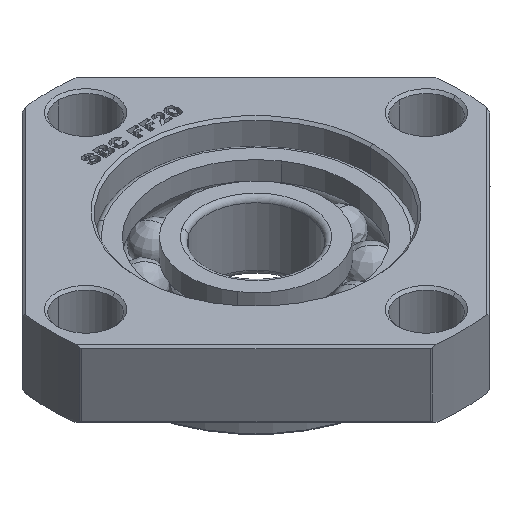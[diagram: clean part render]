
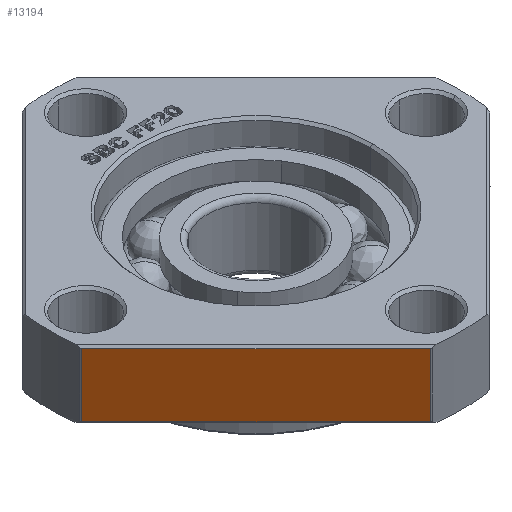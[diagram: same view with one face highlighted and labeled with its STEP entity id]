
A CAD part, isometric view. The second image highlights one B-rep face of the part: STEP entity #13194.
In plain terms, the highlighted planar face has unit normal (-0.707, -0.707, 0).
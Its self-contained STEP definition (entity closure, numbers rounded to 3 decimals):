
#425 = DIRECTION ( 'NONE',  ( -0.707, 0.707, 0. ) ) ;
#591 = DIRECTION ( 'NONE',  ( 0., 0., 1. ) ) ;
#779 = EDGE_CURVE ( 'NONE', #4943, #2553, #3375, .T. ) ;
#1135 = PLANE ( 'NONE',  #5787 ) ;
#1585 = CARTESIAN_POINT ( 'NONE',  ( -41.955, -6.129, 6.5 ) ) ;
#1900 = CARTESIAN_POINT ( 'NONE',  ( -24.042, -24.042, 6.5 ) ) ;
#2053 = CARTESIAN_POINT ( 'NONE',  ( -6.129, -41.955, 13. ) ) ;
#2553 = VERTEX_POINT ( 'NONE', #1585 ) ;
#2783 = ORIENTED_EDGE ( 'NONE', *, *, #779, .F. ) ;
#3375 = LINE ( 'NONE', #1900, #10353 ) ;
#3534 = LINE ( 'NONE', #2053, #6648 ) ;
#3694 = EDGE_CURVE ( 'NONE', #4943, #12626, #3534, .T. ) ;
#4943 = VERTEX_POINT ( 'NONE', #6063 ) ;
#5040 = FACE_OUTER_BOUND ( 'NONE', #13399, .T. ) ;
#5224 = CARTESIAN_POINT ( 'NONE',  ( -41.955, -6.129, 19.5 ) ) ;
#5232 = VECTOR ( 'NONE', #6737, 1000. ) ;
#5561 = EDGE_CURVE ( 'NONE', #7081, #12626, #11220, .T. ) ;
#5787 = AXIS2_PLACEMENT_3D ( 'NONE', #14007, #12534, #11086 ) ;
#5838 = CARTESIAN_POINT ( 'NONE',  ( -6.129, -41.955, 19.5 ) ) ;
#6063 = CARTESIAN_POINT ( 'NONE',  ( -6.129, -41.955, 6.5 ) ) ;
#6648 = VECTOR ( 'NONE', #591, 1000. ) ;
#6737 = DIRECTION ( 'NONE',  ( 0., 0., 1. ) ) ;
#6823 = DIRECTION ( 'NONE',  ( 0.707, -0.707, 0. ) ) ;
#7081 = VERTEX_POINT ( 'NONE', #5224 ) ;
#7662 = EDGE_CURVE ( 'NONE', #2553, #7081, #9690, .T. ) ;
#8223 = CARTESIAN_POINT ( 'NONE',  ( -41.955, -6.129, 13. ) ) ;
#8309 = CARTESIAN_POINT ( 'NONE',  ( -41.955, -6.129, 19.5 ) ) ;
#9117 = VECTOR ( 'NONE', #6823, 1000. ) ;
#9690 = LINE ( 'NONE', #8223, #5232 ) ;
#10353 = VECTOR ( 'NONE', #425, 1000. ) ;
#10957 = ORIENTED_EDGE ( 'NONE', *, *, #3694, .T. ) ;
#11086 = DIRECTION ( 'NONE',  ( -0.707, 0.707, 0. ) ) ;
#11220 = LINE ( 'NONE', #8309, #9117 ) ;
#12534 = DIRECTION ( 'NONE',  ( 0.707, 0.707, 0. ) ) ;
#12626 = VERTEX_POINT ( 'NONE', #5838 ) ;
#13153 = ORIENTED_EDGE ( 'NONE', *, *, #7662, .F. ) ;
#13194 = ADVANCED_FACE ( 'NONE', ( #5040 ), #1135, .F. ) ;
#13303 = ORIENTED_EDGE ( 'NONE', *, *, #5561, .F. ) ;
#13399 = EDGE_LOOP ( 'NONE', ( #13153, #2783, #10957, #13303 ) ) ;
#14007 = CARTESIAN_POINT ( 'NONE',  ( -6.129, -41.955, 6.5 ) ) ;
